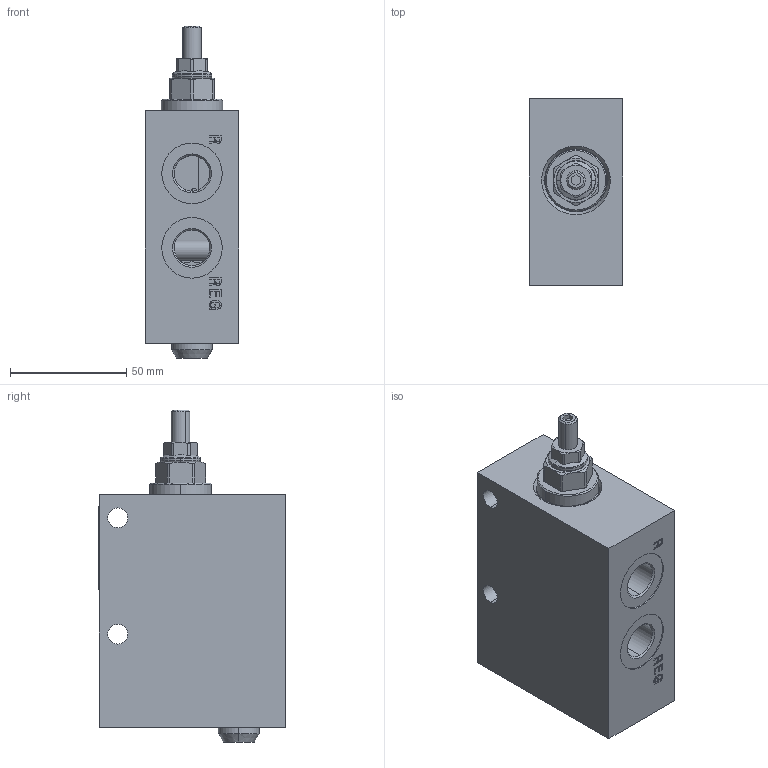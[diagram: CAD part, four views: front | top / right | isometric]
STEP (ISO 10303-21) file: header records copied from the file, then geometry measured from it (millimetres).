
FILE_DESCRIPTION (( 'STEP AP214' ), '1' );
FILE_NAME ('05901903020400B.STEP', '2025-06-04T08:55:38', ( '' ), ( '' ), 'SwSTEP 2.0', 'SolidWorks 2023', '' );
FILE_SCHEMA (( 'AUTOMOTIVE_DESIGN' ));
Length unit declared in the file: millimetre
Products named in the file (1): 05901903020400B
Bounding box: 40 x 80.2 x 142.6 mm (x, y, z)
Surface area: 40231.5 mm2 (no closed solid volume)
Topology: 0 solids, 54 shells, 273 faces, 3446 edges, 3228 vertices
Faces by surface type: plane 161, cylinder 44, cone 36, bspline 26, torus 6
Entity records: 33433 total; most frequent: CARTESIAN_POINT 10650, ORIENTED_EDGE 3946, DIRECTION 3890, EDGE_CURVE 3446, VERTEX_POINT 3228, LINE 3102, VECTOR 3102, AXIS2_PLACEMENT_3D 394
